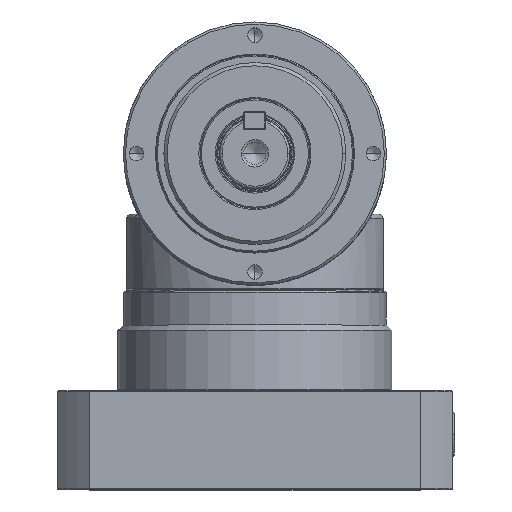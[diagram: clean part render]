
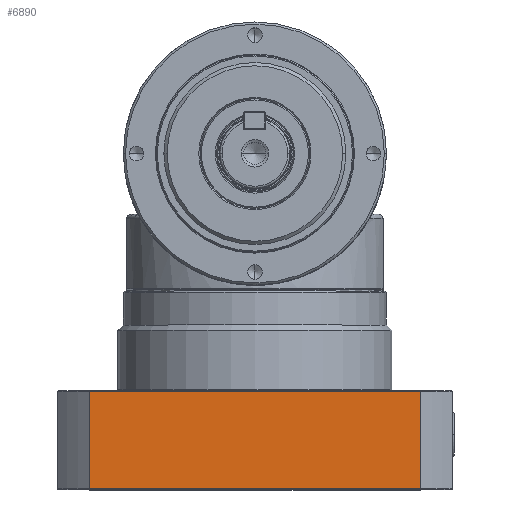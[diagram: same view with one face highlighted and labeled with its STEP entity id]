
A CAD part, top view. The second image highlights one B-rep face of the part: STEP entity #6890.
In plain terms, the highlighted planar face has unit normal (0, 0, 1).
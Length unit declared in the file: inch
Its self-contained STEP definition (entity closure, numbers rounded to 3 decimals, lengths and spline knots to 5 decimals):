
#298 = LINE ( 'NONE', #17066, #18134 ) ;
#2100 = CARTESIAN_POINT ( 'NONE',  ( 2.974, -6.02362, -1.81102 ) ) ;
#2267 = CARTESIAN_POINT ( 'NONE',  ( 2.974, -4.26378, -1.81102 ) ) ;
#2700 = EDGE_CURVE ( 'NONE', #6780, #21571, #18443, .T. ) ;
#3304 = DIRECTION ( 'NONE',  ( 1., 0., 0. ) ) ;
#3507 = LINE ( 'NONE', #9188, #21309 ) ;
#4670 = EDGE_CURVE ( 'NONE', #21571, #13890, #298, .T. ) ;
#5310 = ORIENTED_EDGE ( 'NONE', *, *, #9897, .F. ) ;
#5498 = EDGE_CURVE ( 'NONE', #6780, #14433, #3507, .T. ) ;
#5644 = ORIENTED_EDGE ( 'NONE', *, *, #2700, .F. ) ;
#6780 = VERTEX_POINT ( 'NONE', #20686 ) ;
#6890 = ADVANCED_FACE ( 'NONE', ( #18166 ), #17675, .T. ) ;
#7352 = DIRECTION ( 'NONE',  ( 0., 0., 1. ) ) ;
#8757 = VECTOR ( 'NONE', #13254, 39.37008 ) ;
#9188 = CARTESIAN_POINT ( 'NONE',  ( 2.974, -6.01181, -1.81102 ) ) ;
#9796 = CARTESIAN_POINT ( 'NONE',  ( -2.974, -6.01181, -1.81102 ) ) ;
#9897 = EDGE_CURVE ( 'NONE', #13890, #14433, #16418, .T. ) ;
#11853 = VECTOR ( 'NONE', #3304, 39.37008 ) ;
#11878 = ORIENTED_EDGE ( 'NONE', *, *, #5498, .T. ) ;
#13160 = CARTESIAN_POINT ( 'NONE',  ( 2.974, -6.01181, -1.81102 ) ) ;
#13254 = DIRECTION ( 'NONE',  ( -1., 0., 0. ) ) ;
#13890 = VERTEX_POINT ( 'NONE', #14536 ) ;
#14433 = VERTEX_POINT ( 'NONE', #2267 ) ;
#14536 = CARTESIAN_POINT ( 'NONE',  ( -2.974, -4.26378, -1.81102 ) ) ;
#16418 = LINE ( 'NONE', #22231, #11853 ) ;
#16845 = ORIENTED_EDGE ( 'NONE', *, *, #4670, .F. ) ;
#17066 = CARTESIAN_POINT ( 'NONE',  ( -2.974, -6.01181, -1.81102 ) ) ;
#17675 = PLANE ( 'NONE',  #18293 ) ;
#18134 = VECTOR ( 'NONE', #20531, 39.37008 ) ;
#18166 = FACE_OUTER_BOUND ( 'NONE', #18956, .T. ) ;
#18293 = AXIS2_PLACEMENT_3D ( 'NONE', #2100, #7352, #19422 ) ;
#18443 = LINE ( 'NONE', #13160, #8757 ) ;
#18956 = EDGE_LOOP ( 'NONE', ( #5310, #16845, #5644, #11878 ) ) ;
#19422 = DIRECTION ( 'NONE',  ( 0., -1., 0. ) ) ;
#20531 = DIRECTION ( 'NONE',  ( 0., 1., 0. ) ) ;
#20686 = CARTESIAN_POINT ( 'NONE',  ( 2.974, -6.01181, -1.81102 ) ) ;
#21230 = DIRECTION ( 'NONE',  ( 0., 1., 0. ) ) ;
#21309 = VECTOR ( 'NONE', #21230, 39.37008 ) ;
#21571 = VERTEX_POINT ( 'NONE', #9796 ) ;
#22231 = CARTESIAN_POINT ( 'NONE',  ( -2.974, -4.26378, -1.81102 ) ) ;
